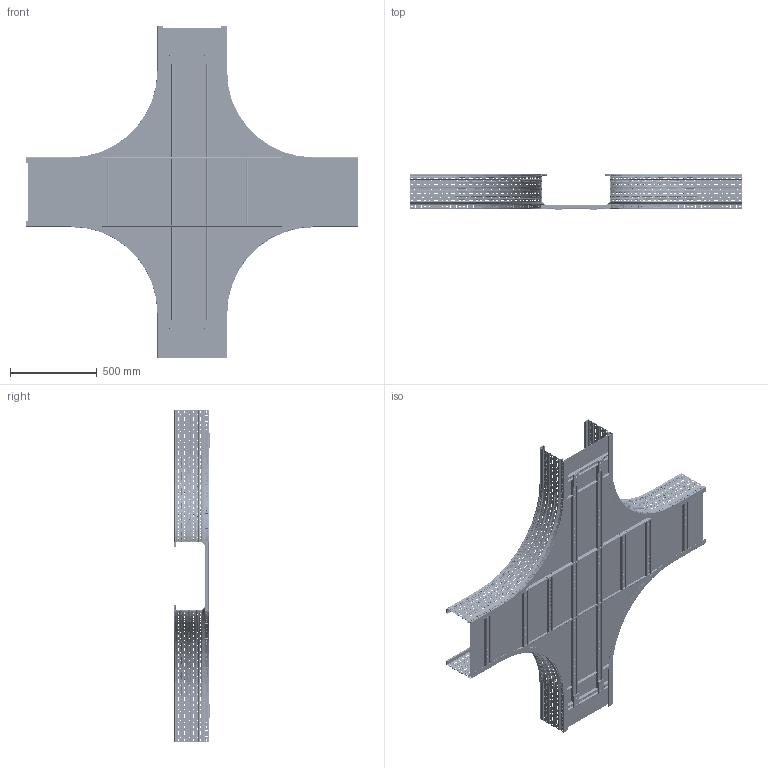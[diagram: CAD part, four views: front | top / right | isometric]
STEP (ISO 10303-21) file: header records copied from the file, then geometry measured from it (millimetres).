
FILE_DESCRIPTION (( 'STEP AP203' ), '1' );
FILE_NAME ('Õ-îòâåòâèòåëü H-200.STEP', '2015-01-23T05:59:00', ( '' ), ( '' ), 'SwSTEP 2.0', 'SolidWorks 2014', '' );
FILE_SCHEMA (( 'CONFIG_CONTROL_DESIGN' ));
Length unit declared in the file: millimetre
Products named in the file (7): 呧翲歑鍙 碴麔謥臇鴇 200; Traversino 39x19x1.5_1_400:(1,2); Îñíîâàíèå äëÿ ïðîôèëèðîâàííîãî ëîíæåðîíà (íîâîå)_base DPT DPX 1,0-400; òðàâåðñà äëèííàÿ  39x19x1.5 Õ-îòâåòâèòåëü_400(1560,6); BMD-10 plate_34009HDZ; ﾄ湜 ﾕ-ⅳ粢頸褄_cover DPT 1,2-400; Õ-îòâåòâèòåëü H-200
Assembly tree (21 placements, depth 2):
  Õ-îòâåòâèòåëü H-200
    呧翲歑鍙 碴麔謥臇鴇 200  x4
    Traversino 39x19x1.5_1_400:(1,2)  x8
    Îñíîâàíèå äëÿ ïðîôèëèðîâàííîãî ëîíæåðîíà (íîâîå)_base DPT DPX 1,0-400  x2
    òðàâåðñà äëèííàÿ  39x19x1.5 Õ-îòâåòâèòåëü_400(1560,6)  x2
    BMD-10 plate_34009HDZ  x4
    ﾄ湜 ﾕ-ⅳ粢頸褄_cover DPT 1,2-400
Bounding box: 1913.8 x 202.4 x 1913.8 mm (x, y, z)
Volume: 5523584.9 mm3; surface area: 8917165.1 mm2
Topology: 21 solids, 21 shells, 13086 faces, 37240 edges, 24372 vertices
Faces by surface type: plane 6386, cylinder 5280, bspline 1236, torus 168, cone 16
Entity records: 144612 total; most frequent: CARTESIAN_POINT 47963, ORIENTED_EDGE 21040, DIRECTION 18020, EDGE_CURVE 10520, VERTEX_POINT 6897, VECTOR 6388, LINE 6388, AXIS2_PLACEMENT_3D 5816
